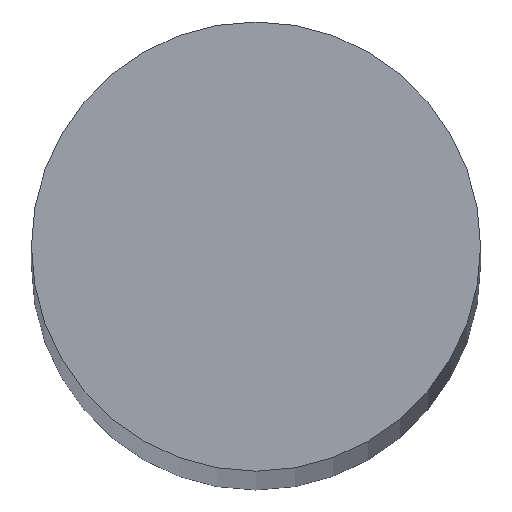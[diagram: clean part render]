
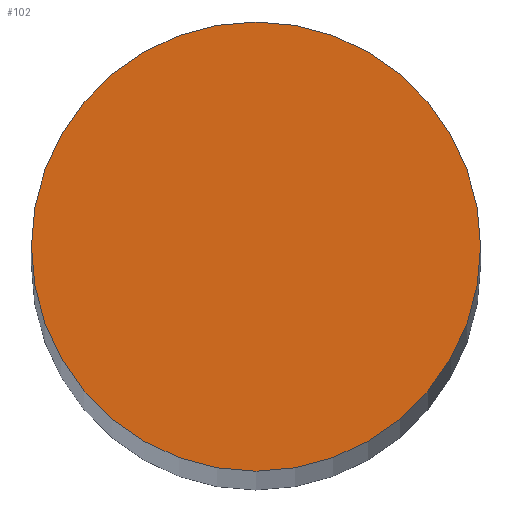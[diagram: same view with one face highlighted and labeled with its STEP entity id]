
A CAD part, top view. The second image highlights one B-rep face of the part: STEP entity #102.
In plain terms, the highlighted planar face has unit normal (0, 0, 1).
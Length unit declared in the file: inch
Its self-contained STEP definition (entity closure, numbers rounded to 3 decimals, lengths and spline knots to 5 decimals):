
#3 = DIRECTION ( 'NONE',  ( 1., 0., 0. ) ) ;
#26 = DIRECTION ( 'NONE',  ( 0., 0., 1. ) ) ;
#59 = FACE_OUTER_BOUND ( 'NONE', #94, .T. ) ;
#72 = DIRECTION ( 'NONE',  ( 0., 0., 1. ) ) ;
#74 = CARTESIAN_POINT ( 'NONE',  ( 0., 1.75, 0. ) ) ;
#81 = DIRECTION ( 'NONE',  ( 1., 0., 0. ) ) ;
#94 = EDGE_LOOP ( 'NONE', ( #202, #110 ) ) ;
#102 = ADVANCED_FACE ( 'NONE', ( #59 ), #297, .T. ) ;
#110 = ORIENTED_EDGE ( 'NONE', *, *, #224, .T. ) ;
#114 = CIRCLE ( 'NONE', #299, 0.5 ) ;
#119 = CARTESIAN_POINT ( 'NONE',  ( 0., 1.75, 0. ) ) ;
#177 = CARTESIAN_POINT ( 'NONE',  ( -0.5, 1.75, 0. ) ) ;
#192 = VERTEX_POINT ( 'NONE', #345 ) ;
#201 = AXIS2_PLACEMENT_3D ( 'NONE', #74, #26, #373 ) ;
#202 = ORIENTED_EDGE ( 'NONE', *, *, #363, .T. ) ;
#224 = EDGE_CURVE ( 'NONE', #323, #192, #272, .T. ) ;
#241 = CARTESIAN_POINT ( 'NONE',  ( 0., 1.75, 0. ) ) ;
#272 = CIRCLE ( 'NONE', #277, 0.5 ) ;
#277 = AXIS2_PLACEMENT_3D ( 'NONE', #241, #72, #81 ) ;
#297 = PLANE ( 'NONE',  #201 ) ;
#299 = AXIS2_PLACEMENT_3D ( 'NONE', #119, #330, #3 ) ;
#323 = VERTEX_POINT ( 'NONE', #177 ) ;
#330 = DIRECTION ( 'NONE',  ( 0., 0., 1. ) ) ;
#345 = CARTESIAN_POINT ( 'NONE',  ( 0.5, 1.75, 0. ) ) ;
#363 = EDGE_CURVE ( 'NONE', #192, #323, #114, .T. ) ;
#373 = DIRECTION ( 'NONE',  ( 1., 0., 0. ) ) ;
